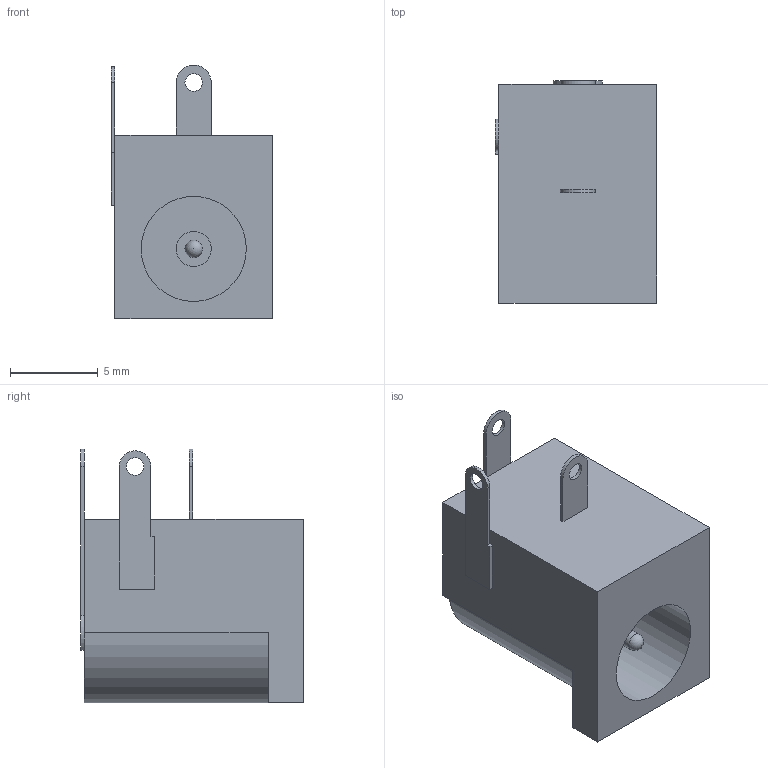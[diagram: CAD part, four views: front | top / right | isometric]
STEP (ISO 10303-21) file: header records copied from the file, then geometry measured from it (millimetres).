
FILE_DESCRIPTION(/* description */ (''),/* implementation_level */ '2;1');
FILE_NAME(/* name */ '9V Connector.stp',/* time_stamp */ '2019-08-12T20:39:24+02:00',/* author */ ('danny'),/* organization */ (''),/* preprocessor_version */ 'ST-DEVELOPER v17',/* originating_system */ 'Autodesk Inventor 2019',/* authorisation */ '');
FILE_SCHEMA (('AUTOMOTIVE_DESIGN { 1 0 10303 214 3 1 1 }'));
Length unit declared in the file: millimetre
Products named in the file (1): 9V Connector
Bounding box: 9.2 x 12.7 x 14.5 mm (x, y, z)
Volume: 828 mm3; surface area: 886.4 mm2
Topology: 1 solids, 1 shells, 41 faces, 105 edges, 69 vertices
Faces by surface type: plane 28, cylinder 12, sphere 1
Full cylindrical faces by diameter (mm): 1 x4, 2 x1, 6 x1
Entity records: 1339 total; most frequent: DIRECTION 217, CARTESIAN_POINT 215, ORIENTED_EDGE 208, EDGE_CURVE 104, LINE 75, VECTOR 75, AXIS2_PLACEMENT_3D 71, VERTEX_POINT 69
